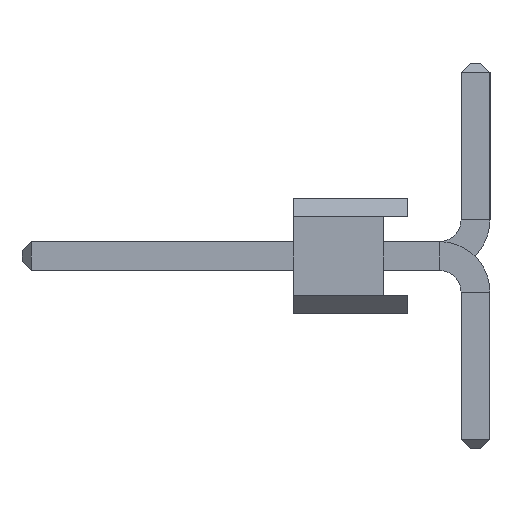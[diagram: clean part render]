
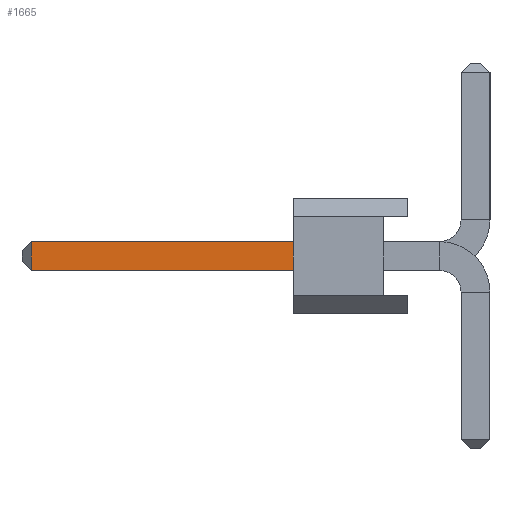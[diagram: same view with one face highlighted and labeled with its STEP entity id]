
A CAD part, left-side view. The second image highlights one B-rep face of the part: STEP entity #1665.
In plain terms, the highlighted planar face has unit normal (-1, 0, 0).
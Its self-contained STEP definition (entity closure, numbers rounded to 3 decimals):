
#18 = CARTESIAN_POINT ( 'NONE',  ( -0.32, -0.7, -0.32 ) ) ;
#43 = CARTESIAN_POINT ( 'NONE',  ( -0.32, 8.34, -0.32 ) ) ;
#178 = AXIS2_PLACEMENT_3D ( 'NONE', #422, #1016, #963 ) ;
#210 = DIRECTION ( 'NONE',  ( 0., 1., 0. ) ) ;
#240 = DIRECTION ( 'NONE',  ( 0., 1., 0. ) ) ;
#401 = CARTESIAN_POINT ( 'NONE',  ( -0.32, 8.34, -0.32 ) ) ;
#422 = CARTESIAN_POINT ( 'NONE',  ( -0.32, -0.7, -0.32 ) ) ;
#595 = EDGE_CURVE ( 'NONE', #1371, #1503, #634, .T. ) ;
#634 = LINE ( 'NONE', #401, #1545 ) ;
#664 = ORIENTED_EDGE ( 'NONE', *, *, #1560, .T. ) ;
#670 = VERTEX_POINT ( 'NONE', #1031 ) ;
#684 = CARTESIAN_POINT ( 'NONE',  ( -0.32, 2.54, 0. ) ) ;
#692 = DIRECTION ( 'NONE',  ( 0., 0., -1. ) ) ;
#707 = LINE ( 'NONE', #684, #817 ) ;
#727 = VECTOR ( 'NONE', #240, 1000. ) ;
#766 = FACE_OUTER_BOUND ( 'NONE', #1254, .T. ) ;
#812 = DIRECTION ( 'NONE',  ( 0., 0., -1. ) ) ;
#817 = VECTOR ( 'NONE', #692, 1000. ) ;
#858 = ORIENTED_EDGE ( 'NONE', *, *, #1548, .F. ) ;
#963 = DIRECTION ( 'NONE',  ( 0., 0., 1. ) ) ;
#967 = LINE ( 'NONE', #18, #1137 ) ;
#1016 = DIRECTION ( 'NONE',  ( -1., 0., 0. ) ) ;
#1031 = CARTESIAN_POINT ( 'NONE',  ( -0.32, 2.54, -0.32 ) ) ;
#1137 = VECTOR ( 'NONE', #210, 1000. ) ;
#1165 = LINE ( 'NONE', #1432, #727 ) ;
#1254 = EDGE_LOOP ( 'NONE', ( #664, #1535, #1599, #858 ) ) ;
#1371 = VERTEX_POINT ( 'NONE', #1896 ) ;
#1372 = EDGE_CURVE ( 'NONE', #670, #1503, #967, .T. ) ;
#1432 = CARTESIAN_POINT ( 'NONE',  ( -0.32, -0.7, 0.32 ) ) ;
#1503 = VERTEX_POINT ( 'NONE', #43 ) ;
#1535 = ORIENTED_EDGE ( 'NONE', *, *, #595, .T. ) ;
#1545 = VECTOR ( 'NONE', #812, 1000. ) ;
#1548 = EDGE_CURVE ( 'NONE', #1652, #670, #707, .T. ) ;
#1560 = EDGE_CURVE ( 'NONE', #1652, #1371, #1165, .T. ) ;
#1599 = ORIENTED_EDGE ( 'NONE', *, *, #1372, .F. ) ;
#1652 = VERTEX_POINT ( 'NONE', #1866 ) ;
#1665 = ADVANCED_FACE ( 'NONE', ( #766 ), #1683, .T. ) ;
#1683 = PLANE ( 'NONE',  #178 ) ;
#1866 = CARTESIAN_POINT ( 'NONE',  ( -0.32, 2.54, 0.32 ) ) ;
#1896 = CARTESIAN_POINT ( 'NONE',  ( -0.32, 8.34, 0.32 ) ) ;
